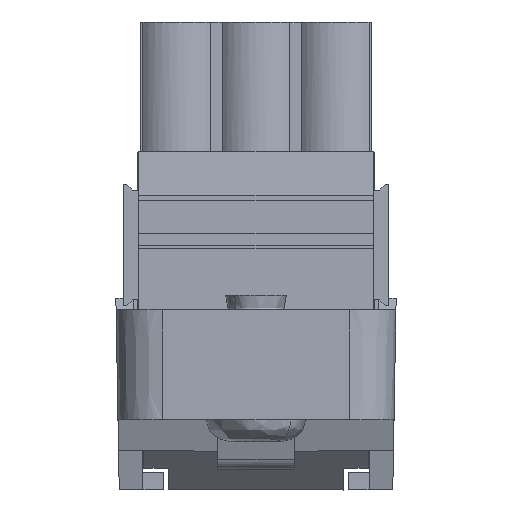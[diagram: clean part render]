
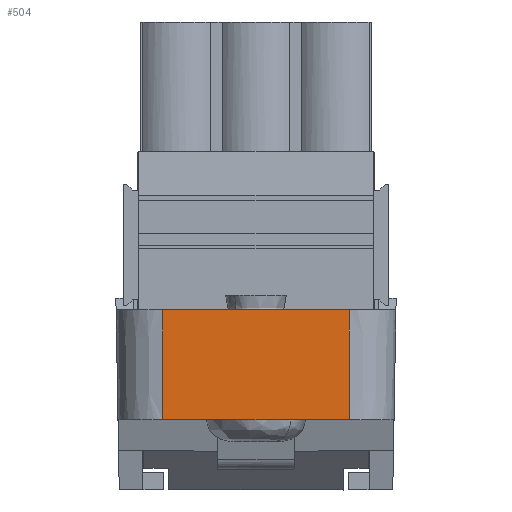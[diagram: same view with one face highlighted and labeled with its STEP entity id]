
A CAD part, front view. The second image highlights one B-rep face of the part: STEP entity #504.
In plain terms, the highlighted planar face has unit normal (0, -1, -0.018).
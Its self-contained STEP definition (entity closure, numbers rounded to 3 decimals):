
#484=AXIS2_PLACEMENT_3D('Plane Axis2P3D',#481,#482,#483) ;
#166=CARTESIAN_POINT('Vertex',(14.953,0.123,4.5)) ;
#169=CARTESIAN_POINT('Line Origine',(8.983,0.123,4.5)) ;
#173=CARTESIAN_POINT('Vertex',(3.013,0.123,4.5)) ;
#465=CARTESIAN_POINT('Vertex',(14.953,0.,11.55)) ;
#468=CARTESIAN_POINT('Line Origine',(14.953,-8724.703,499849.463)) ;
#481=CARTESIAN_POINT('Axis2P3D Location',(17.953,0.,11.55)) ;
#486=CARTESIAN_POINT('Line Origine',(8.983,0.,11.55)) ;
#490=CARTESIAN_POINT('Vertex',(3.013,0.,11.55)) ;
#493=CARTESIAN_POINT('Line Origine',(3.013,0.062,8.025)) ;
#170=DIRECTION('Vector Direction',(-1.,0.,0.)) ;
#469=DIRECTION('Vector Direction',(0.,-0.017,1.)) ;
#482=DIRECTION('Axis2P3D Direction',(0.,-1.,-0.017)) ;
#483=DIRECTION('Axis2P3D XDirection',(0.,0.017,-1.)) ;
#487=DIRECTION('Vector Direction',(-1.,0.,0.)) ;
#494=DIRECTION('Vector Direction',(0.,-0.017,1.)) ;
#171=VECTOR('Line Direction',#170,1.) ;
#470=VECTOR('Line Direction',#469,1.) ;
#488=VECTOR('Line Direction',#487,1.) ;
#495=VECTOR('Line Direction',#494,1.) ;
#499=ORIENTED_EDGE('',*,*,#472,.F.) ;
#500=ORIENTED_EDGE('',*,*,#492,.T.) ;
#501=ORIENTED_EDGE('',*,*,#497,.F.) ;
#502=ORIENTED_EDGE('',*,*,#175,.F.) ;
#504=ADVANCED_FACE('NONE',(#503),#485,.T.) ;
#175=EDGE_CURVE('',#167,#174,#172,.T.) ;
#472=EDGE_CURVE('',#466,#167,#471,.F.) ;
#492=EDGE_CURVE('',#466,#491,#489,.T.) ;
#497=EDGE_CURVE('',#174,#491,#496,.T.) ;
#498=EDGE_LOOP('',(#499,#500,#501,#502)) ;
#503=FACE_OUTER_BOUND('',#498,.T.) ;
#172=LINE('Line',#169,#171) ;
#471=LINE('Line',#468,#470) ;
#489=LINE('Line',#486,#488) ;
#496=LINE('Line',#493,#495) ;
#485=PLANE('',#484) ;
#167=VERTEX_POINT('',#166) ;
#174=VERTEX_POINT('',#173) ;
#466=VERTEX_POINT('',#465) ;
#491=VERTEX_POINT('',#490) ;
